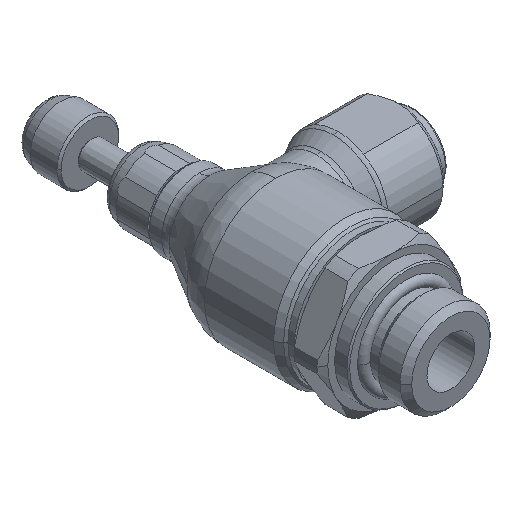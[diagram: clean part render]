
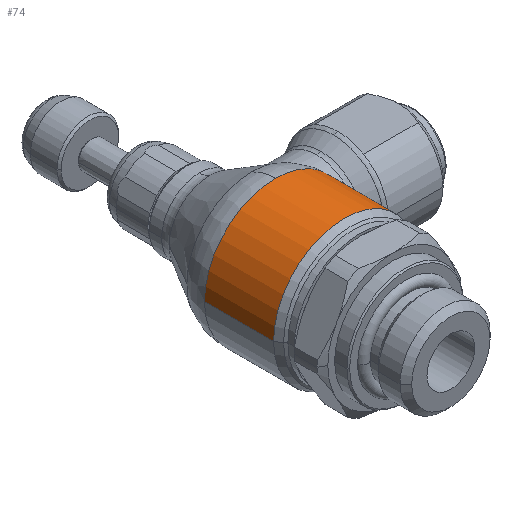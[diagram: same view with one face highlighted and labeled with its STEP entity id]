
A CAD part, isometric view. The second image highlights one B-rep face of the part: STEP entity #74.
In plain terms, the highlighted cylindrical face has radius 10.4 mm (diameter 20.8 mm), a partial arc.
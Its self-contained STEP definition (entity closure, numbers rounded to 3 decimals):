
#74=ADVANCED_FACE('',(#257),#258,.T.);
#257=FACE_OUTER_BOUND('',#576,.T.);
#258=CYLINDRICAL_SURFACE('',#577,10.4);
#576=EDGE_LOOP('',(#1043,#1044,#1045,#1046,#1047,#1048,#1049));
#577=AXIS2_PLACEMENT_3D('',#1050,#1051,#1052);
#1043=ORIENTED_EDGE('',*,*,#2158,.F.);
#1044=ORIENTED_EDGE('',*,*,#2089,.T.);
#1045=ORIENTED_EDGE('',*,*,#2159,.F.);
#1046=ORIENTED_EDGE('',*,*,#2160,.T.);
#1047=ORIENTED_EDGE('',*,*,#2161,.T.);
#1048=ORIENTED_EDGE('',*,*,#2155,.F.);
#1049=ORIENTED_EDGE('',*,*,#2162,.F.);
#1050=CARTESIAN_POINT('',(0.0,20.585,0.0));
#1051=DIRECTION('',(0.0,1.0,0.0));
#1052=DIRECTION('',(-1.0,0.0,0.0));
#2089=EDGE_CURVE('',#2486,#2490,#2492,.T.);
#2155=EDGE_CURVE('',#2610,#2613,#2614,.T.);
#2158=EDGE_CURVE('',#2486,#2618,#2619,.T.);
#2159=EDGE_CURVE('',#2620,#2490,#2621,.T.);
#2160=EDGE_CURVE('',#2620,#2622,#2623,.T.);
#2161=EDGE_CURVE('',#2622,#2613,#2624,.T.);
#2162=EDGE_CURVE('',#2618,#2610,#2625,.T.);
#2486=VERTEX_POINT('',#3105);
#2490=VERTEX_POINT('',#3110);
#2492=CIRCLE('',#3113,10.4);
#2610=VERTEX_POINT('',#3326);
#2613=VERTEX_POINT('',#3329);
#2614=CIRCLE('',#3330,10.4);
#2618=VERTEX_POINT('',#3357);
#2619=LINE('',#3358,#3359);
#2620=VERTEX_POINT('',#3360);
#2621=LINE('',#3361,#3362);
#2622=VERTEX_POINT('',#3363);
#2623=B_SPLINE_CURVE_WITH_KNOTS('',3,(#3364,#3365,#3366,#3367),.UNSPECIFIED.,.F.,.F.,(4,4),(0.0,1.334),.UNSPECIFIED.);
#2624=B_SPLINE_CURVE_WITH_KNOTS('',3,(#3368,#3369,#3370,#3371,#3372,#3373,#3374,#3375,#3376,#3377),.UNSPECIFIED.,.F.,.F.,(4,2,2,2,4),(9.954,10.46,11.619,12.778,13.758),.UNSPECIFIED.);
#2625=CIRCLE('',#3378,10.4);
#3105=CARTESIAN_POINT('',(-10.4,15.533,0.0));
#3110=CARTESIAN_POINT('',(10.4,15.533,0.));
#3113=AXIS2_PLACEMENT_3D('',#4648,#4649,#4650);
#3326=CARTESIAN_POINT('',(0.,25.637,10.4));
#3329=CARTESIAN_POINT('',(9.549,25.637,4.119));
#3330=AXIS2_PLACEMENT_3D('',#4775,#4776,#4777);
#3357=CARTESIAN_POINT('',(-10.4,25.637,0.));
#3358=CARTESIAN_POINT('',(-10.4,20.585,0.));
#3359=VECTOR('',#4781,1.0);
#3360=CARTESIAN_POINT('',(10.4,24.,0.));
#3361=CARTESIAN_POINT('',(10.4,20.585,0.));
#3362=VECTOR('',#4782,1.0);
#3363=CARTESIAN_POINT('',(10.379,24.036,0.661));
#3364=CARTESIAN_POINT('',(10.379,24.036,-0.661));
#3365=CARTESIAN_POINT('',(10.407,23.988,-0.22));
#3366=CARTESIAN_POINT('',(10.407,23.988,0.22));
#3367=CARTESIAN_POINT('',(10.379,24.036,0.661));
#3368=CARTESIAN_POINT('',(10.379,24.036,0.661));
#3369=CARTESIAN_POINT('',(10.368,24.056,0.832));
#3370=CARTESIAN_POINT('',(10.353,24.082,1.004));
#3371=CARTESIAN_POINT('',(10.289,24.194,1.567));
#3372=CARTESIAN_POINT('',(10.222,24.313,1.954));
#3373=CARTESIAN_POINT('',(10.053,24.622,2.691));
#3374=CARTESIAN_POINT('',(9.951,24.813,3.041));
#3375=CARTESIAN_POINT('',(9.748,25.217,3.637));
#3376=CARTESIAN_POINT('',(9.648,25.421,3.89));
#3377=CARTESIAN_POINT('',(9.549,25.637,4.119));
#3378=AXIS2_PLACEMENT_3D('',#4783,#4784,#4785);
#4648=CARTESIAN_POINT('',(0.0,15.533,0.0));
#4649=DIRECTION('',(0.0,1.0,0.0));
#4650=DIRECTION('',(-1.0,0.0,0.0));
#4775=CARTESIAN_POINT('',(0.0,25.637,0.0));
#4776=DIRECTION('',(0.0,1.0,0.0));
#4777=DIRECTION('',(-1.0,0.0,0.0));
#4781=DIRECTION('',(0.0,1.0,0.0));
#4782=DIRECTION('',(-0.0,-1.0,-0.0));
#4783=CARTESIAN_POINT('',(0.0,25.637,0.0));
#4784=DIRECTION('',(0.0,1.0,0.0));
#4785=DIRECTION('',(-1.0,0.0,0.0));
